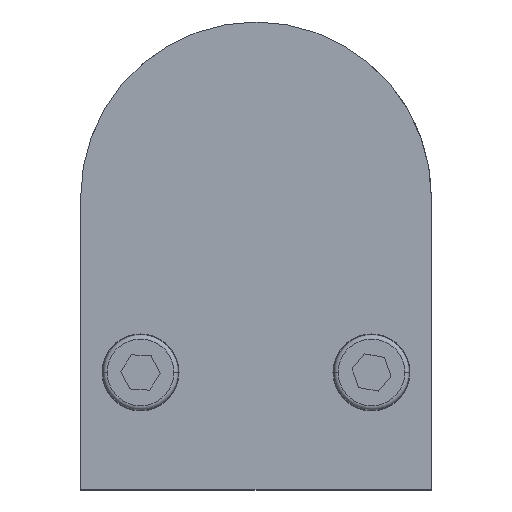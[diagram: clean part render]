
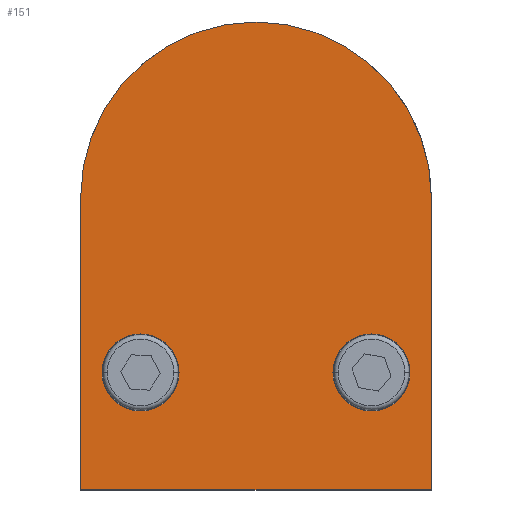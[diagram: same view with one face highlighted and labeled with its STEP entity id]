
A CAD part, top view. The second image highlights one B-rep face of the part: STEP entity #151.
In plain terms, the highlighted planar face has unit normal (0, 0, 1).
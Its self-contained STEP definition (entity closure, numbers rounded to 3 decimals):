
#54 = ORIENTED_EDGE ( 'NONE', *, *, #1924, .F. ) ;
#151 = ADVANCED_FACE ( 'NONE', ( #2622, #273, #3154 ), #1324, .T. ) ;
#179 = DIRECTION ( 'NONE',  ( 0., 0., 1. ) ) ;
#222 = LINE ( 'NONE', #1276, #2599 ) ;
#252 = VERTEX_POINT ( 'NONE', #2923 ) ;
#273 = FACE_BOUND ( 'NONE', #2279, .T. ) ;
#324 = CARTESIAN_POINT ( 'NONE',  ( 47.6, 25.348, 14.25 ) ) ;
#340 = ORIENTED_EDGE ( 'NONE', *, *, #2297, .F. ) ;
#480 = DIRECTION ( 'NONE',  ( 0., 0., 1. ) ) ;
#662 = AXIS2_PLACEMENT_3D ( 'NONE', #864, #480, #2042 ) ;
#678 = AXIS2_PLACEMENT_3D ( 'NONE', #2366, #1062, #2104 ) ;
#780 = ORIENTED_EDGE ( 'NONE', *, *, #1735, .F. ) ;
#824 = DIRECTION ( 'NONE',  ( 0., 0., 1. ) ) ;
#864 = CARTESIAN_POINT ( 'NONE',  ( 0., 59.5, 14.25 ) ) ;
#865 = CIRCLE ( 'NONE', #1299, 4.5 ) ;
#888 = CIRCLE ( 'NONE', #1812, 4.5 ) ;
#900 = VERTEX_POINT ( 'NONE', #1234 ) ;
#908 = CARTESIAN_POINT ( 'NONE',  ( 9., 39.038, 14.25 ) ) ;
#952 = DIRECTION ( 'NONE',  ( 1., 0., 0. ) ) ;
#955 = CARTESIAN_POINT ( 'NONE',  ( 20.5, 25.348, 14.25 ) ) ;
#996 = DIRECTION ( 'NONE',  ( 0., 0., 1. ) ) ;
#1012 = CARTESIAN_POINT ( 'NONE',  ( -20.5, 59.5, 14.25 ) ) ;
#1040 = EDGE_CURVE ( 'NONE', #252, #3017, #2472, .T. ) ;
#1062 = DIRECTION ( 'NONE',  ( 0., 0., 1. ) ) ;
#1234 = CARTESIAN_POINT ( 'NONE',  ( -18., 39.038, 14.25 ) ) ;
#1276 = CARTESIAN_POINT ( 'NONE',  ( -20.5, 0., 14.25 ) ) ;
#1299 = AXIS2_PLACEMENT_3D ( 'NONE', #2822, #996, #952 ) ;
#1301 = CIRCLE ( 'NONE', #1744, 4.5 ) ;
#1319 = ORIENTED_EDGE ( 'NONE', *, *, #2814, .F. ) ;
#1324 = PLANE ( 'NONE',  #678 ) ;
#1388 = EDGE_CURVE ( 'NONE', #1872, #252, #2423, .T. ) ;
#1457 = EDGE_CURVE ( 'NONE', #1833, #1596, #888, .T. ) ;
#1463 = EDGE_LOOP ( 'NONE', ( #780, #2750, #2021, #2919 ) ) ;
#1480 = ORIENTED_EDGE ( 'NONE', *, *, #1457, .F. ) ;
#1512 = DIRECTION ( 'NONE',  ( 1., 0., 0. ) ) ;
#1596 = VERTEX_POINT ( 'NONE', #2100 ) ;
#1610 = AXIS2_PLACEMENT_3D ( 'NONE', #2812, #179, #1512 ) ;
#1702 = CARTESIAN_POINT ( 'NONE',  ( 13.5, 39.038, 14.25 ) ) ;
#1735 = EDGE_CURVE ( 'NONE', #1872, #2445, #2137, .T. ) ;
#1744 = AXIS2_PLACEMENT_3D ( 'NONE', #2176, #824, #2971 ) ;
#1752 = DIRECTION ( 'NONE',  ( 0., 0., 1. ) ) ;
#1812 = AXIS2_PLACEMENT_3D ( 'NONE', #1702, #1752, #2491 ) ;
#1833 = VERTEX_POINT ( 'NONE', #908 ) ;
#1872 = VERTEX_POINT ( 'NONE', #955 ) ;
#1924 = EDGE_CURVE ( 'NONE', #1596, #1833, #2925, .T. ) ;
#2021 = ORIENTED_EDGE ( 'NONE', *, *, #1040, .T. ) ;
#2042 = DIRECTION ( 'NONE',  ( 1., 0., 0. ) ) ;
#2100 = CARTESIAN_POINT ( 'NONE',  ( 18., 39.038, 14.25 ) ) ;
#2104 = DIRECTION ( 'NONE',  ( 1., 0., 0. ) ) ;
#2137 = LINE ( 'NONE', #324, #3214 ) ;
#2176 = CARTESIAN_POINT ( 'NONE',  ( -13.5, 39.038, 14.25 ) ) ;
#2200 = VECTOR ( 'NONE', #2696, 1000. ) ;
#2279 = EDGE_LOOP ( 'NONE', ( #54, #1480 ) ) ;
#2297 = EDGE_CURVE ( 'NONE', #2897, #900, #1301, .T. ) ;
#2313 = DIRECTION ( 'NONE',  ( 0., -1., 0. ) ) ;
#2366 = CARTESIAN_POINT ( 'NONE',  ( 0., 59.5, 14.25 ) ) ;
#2389 = EDGE_LOOP ( 'NONE', ( #340, #1319 ) ) ;
#2423 = LINE ( 'NONE', #2953, #2200 ) ;
#2445 = VERTEX_POINT ( 'NONE', #2798 ) ;
#2472 = CIRCLE ( 'NONE', #662, 20.5 ) ;
#2491 = DIRECTION ( 'NONE',  ( 1., 0., 0. ) ) ;
#2599 = VECTOR ( 'NONE', #2313, 1000. ) ;
#2622 = FACE_BOUND ( 'NONE', #2389, .T. ) ;
#2674 = DIRECTION ( 'NONE',  ( -1., 0., 0. ) ) ;
#2696 = DIRECTION ( 'NONE',  ( 0., 1., 0. ) ) ;
#2750 = ORIENTED_EDGE ( 'NONE', *, *, #1388, .T. ) ;
#2798 = CARTESIAN_POINT ( 'NONE',  ( -20.5, 25.348, 14.25 ) ) ;
#2812 = CARTESIAN_POINT ( 'NONE',  ( 13.5, 39.038, 14.25 ) ) ;
#2814 = EDGE_CURVE ( 'NONE', #900, #2897, #865, .T. ) ;
#2822 = CARTESIAN_POINT ( 'NONE',  ( -13.5, 39.038, 14.25 ) ) ;
#2897 = VERTEX_POINT ( 'NONE', #3063 ) ;
#2919 = ORIENTED_EDGE ( 'NONE', *, *, #2938, .T. ) ;
#2923 = CARTESIAN_POINT ( 'NONE',  ( 20.5, 59.5, 14.25 ) ) ;
#2925 = CIRCLE ( 'NONE', #1610, 4.5 ) ;
#2938 = EDGE_CURVE ( 'NONE', #3017, #2445, #222, .T. ) ;
#2953 = CARTESIAN_POINT ( 'NONE',  ( 20.5, 0., 14.25 ) ) ;
#2971 = DIRECTION ( 'NONE',  ( 1., 0., 0. ) ) ;
#3017 = VERTEX_POINT ( 'NONE', #1012 ) ;
#3063 = CARTESIAN_POINT ( 'NONE',  ( -9., 39.038, 14.25 ) ) ;
#3154 = FACE_OUTER_BOUND ( 'NONE', #1463, .T. ) ;
#3214 = VECTOR ( 'NONE', #2674, 1000. ) ;
